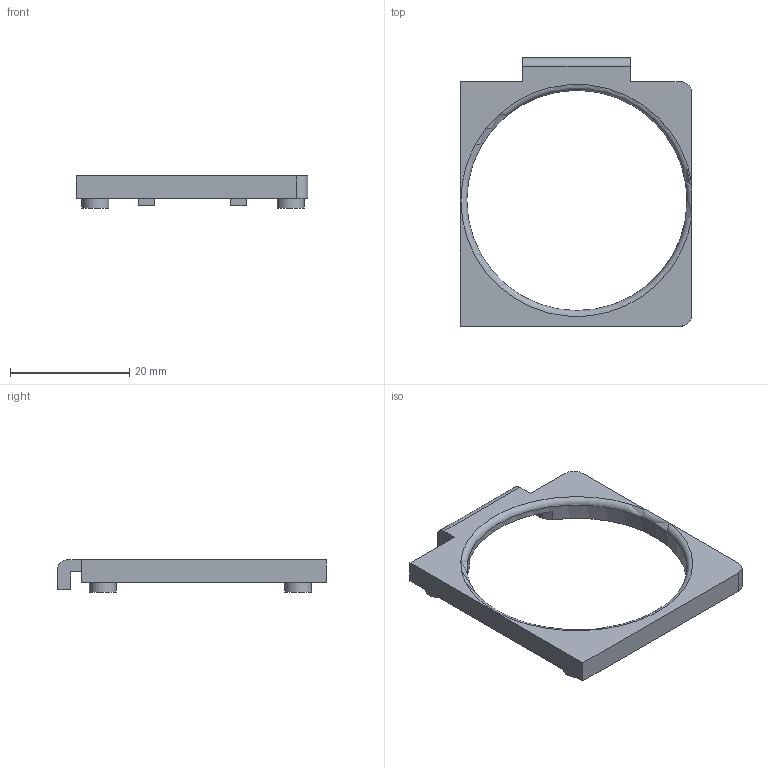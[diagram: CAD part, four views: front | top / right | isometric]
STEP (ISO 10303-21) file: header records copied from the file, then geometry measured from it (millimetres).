
FILE_DESCRIPTION(/* description */ (''),/* implementation_level */ '2;1');
FILE_NAME(/* name */ 'LCD_Case_Cover.step',/* time_stamp */ '2023-03-26T01:38:49+01:00',/* author */ (''),/* organization */ (''),/* preprocessor_version */ 'ST-DEVELOPER v19.2',/* originating_system */ 'Autodesk Translation Framework v11.17.0.187',/* authorisation */ '');
FILE_SCHEMA (('AUTOMOTIVE_DESIGN { 1 0 10303 214 3 1 1 }'));
Length unit declared in the file: millimetre
Products named in the file (1): LCD_Case_Cover
Bounding box: 38.97 x 45.09 x 5.4 mm (x, y, z)
Volume: 2144.6 mm3; surface area: 2274.5 mm2
Topology: 1 solids, 1 shells, 38 faces, 98 edges, 64 vertices
Faces by surface type: plane 27, cylinder 10, torus 1
Full cylindrical faces by diameter (mm): 4.513 x4, 37 x1
Entity records: 1206 total; most frequent: CARTESIAN_POINT 210, DIRECTION 200, ORIENTED_EDGE 196, EDGE_CURVE 98, LINE 72, VECTOR 72, VERTEX_POINT 64, AXIS2_PLACEMENT_3D 64
